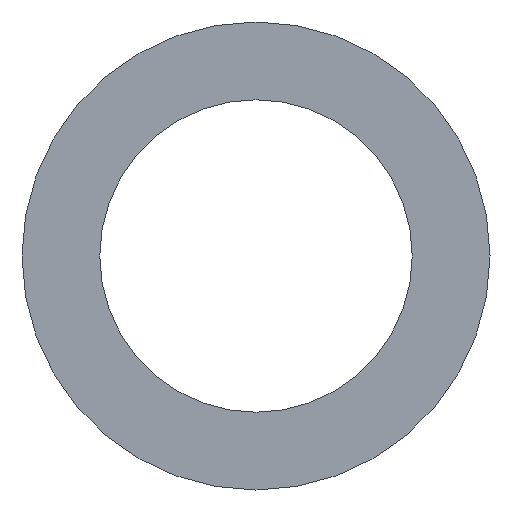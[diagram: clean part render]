
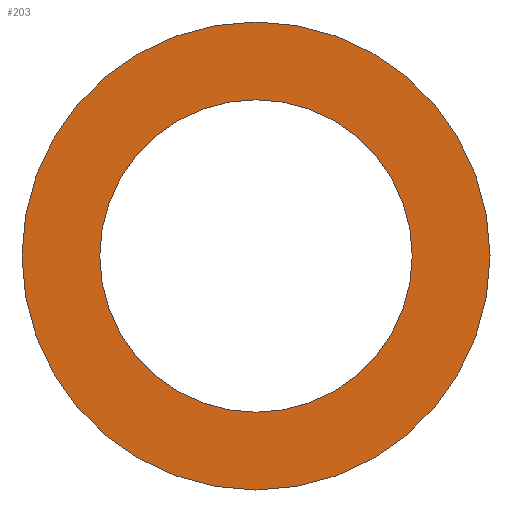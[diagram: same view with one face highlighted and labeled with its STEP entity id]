
A CAD part, left-side view. The second image highlights one B-rep face of the part: STEP entity #203.
In plain terms, the highlighted planar face has unit normal (-1, 0, 0).
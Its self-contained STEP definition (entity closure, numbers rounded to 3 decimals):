
#2 = AXIS2_PLACEMENT_3D ( 'NONE', #211, #113, #14 ) ;
#5 = CARTESIAN_POINT ( 'NONE',  ( 0., 0., 2.65 ) ) ;
#6 = AXIS2_PLACEMENT_3D ( 'NONE', #66, #33, #131 ) ;
#14 = DIRECTION ( 'NONE',  ( 0., 0., -1. ) ) ;
#21 = AXIS2_PLACEMENT_3D ( 'NONE', #155, #62, #171 ) ;
#24 = CIRCLE ( 'NONE', #56, 2.65 ) ;
#33 = DIRECTION ( 'NONE',  ( 1., 0., 0. ) ) ;
#36 = VERTEX_POINT ( 'NONE', #5 ) ;
#49 = DIRECTION ( 'NONE',  ( 1., 0., 0. ) ) ;
#56 = AXIS2_PLACEMENT_3D ( 'NONE', #191, #92, #208 ) ;
#58 = ORIENTED_EDGE ( 'NONE', *, *, #97, .F. ) ;
#59 = CIRCLE ( 'NONE', #2, 3.969 ) ;
#60 = EDGE_CURVE ( 'NONE', #36, #90, #24, .T. ) ;
#61 = EDGE_LOOP ( 'NONE', ( #141, #166 ) ) ;
#62 = DIRECTION ( 'NONE',  ( 1., 0., 0. ) ) ;
#66 = CARTESIAN_POINT ( 'NONE',  ( 0., 0., 0. ) ) ;
#69 = CARTESIAN_POINT ( 'NONE',  ( 0., 0., 3.969 ) ) ;
#71 = VERTEX_POINT ( 'NONE', #167 ) ;
#82 = EDGE_CURVE ( 'NONE', #71, #165, #206, .T. ) ;
#90 = VERTEX_POINT ( 'NONE', #195 ) ;
#92 = DIRECTION ( 'NONE',  ( 1., 0., 0. ) ) ;
#97 = EDGE_CURVE ( 'NONE', #165, #71, #59, .T. ) ;
#100 = EDGE_CURVE ( 'NONE', #90, #36, #103, .T. ) ;
#103 = CIRCLE ( 'NONE', #179, 2.65 ) ;
#104 = FACE_BOUND ( 'NONE', #61, .T. ) ;
#107 = FACE_OUTER_BOUND ( 'NONE', #156, .T. ) ;
#113 = DIRECTION ( 'NONE',  ( 1., 0., 0. ) ) ;
#131 = DIRECTION ( 'NONE',  ( 0., 0., -1. ) ) ;
#134 = ORIENTED_EDGE ( 'NONE', *, *, #82, .F. ) ;
#141 = ORIENTED_EDGE ( 'NONE', *, *, #60, .T. ) ;
#144 = CARTESIAN_POINT ( 'NONE',  ( 0., 0., 0. ) ) ;
#155 = CARTESIAN_POINT ( 'NONE',  ( 0., 0., 0. ) ) ;
#156 = EDGE_LOOP ( 'NONE', ( #58, #134 ) ) ;
#157 = DIRECTION ( 'NONE',  ( 0., 0., -1. ) ) ;
#165 = VERTEX_POINT ( 'NONE', #69 ) ;
#166 = ORIENTED_EDGE ( 'NONE', *, *, #100, .T. ) ;
#167 = CARTESIAN_POINT ( 'NONE',  ( 0., 0., -3.969 ) ) ;
#171 = DIRECTION ( 'NONE',  ( 0., 0., -1. ) ) ;
#179 = AXIS2_PLACEMENT_3D ( 'NONE', #144, #49, #157 ) ;
#191 = CARTESIAN_POINT ( 'NONE',  ( 0., 0., 0. ) ) ;
#195 = CARTESIAN_POINT ( 'NONE',  ( 0., 0., -2.65 ) ) ;
#201 = PLANE ( 'NONE',  #6 ) ;
#203 = ADVANCED_FACE ( 'NONE', ( #107, #104 ), #201, .F. ) ;
#206 = CIRCLE ( 'NONE', #21, 3.969 ) ;
#208 = DIRECTION ( 'NONE',  ( 0., 0., -1. ) ) ;
#211 = CARTESIAN_POINT ( 'NONE',  ( 0., 0., 0. ) ) ;
